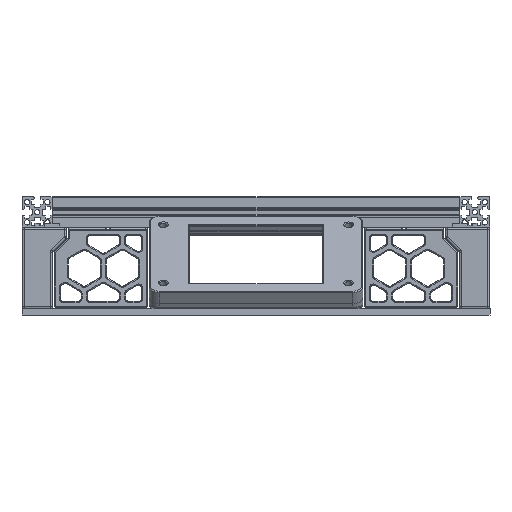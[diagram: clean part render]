
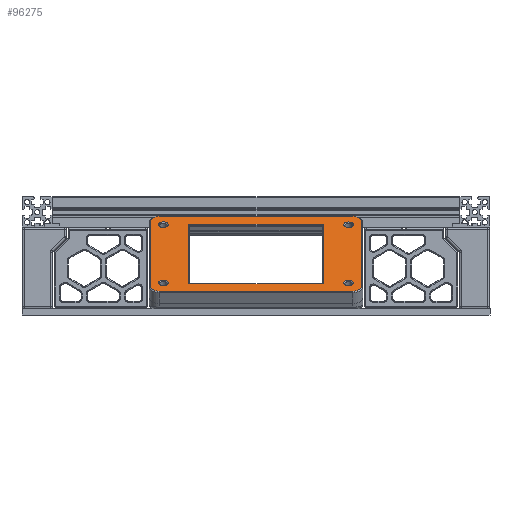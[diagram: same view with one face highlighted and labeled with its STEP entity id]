
A CAD part, front view. The second image highlights one B-rep face of the part: STEP entity #96275.
In plain terms, the highlighted face is planar.
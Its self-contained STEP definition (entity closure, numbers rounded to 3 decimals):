
#1462=PLANE('',#102240);
#4691=FACE_BOUND('',#11465,.T.);
#4692=FACE_BOUND('',#11466,.T.);
#4693=FACE_BOUND('',#11467,.T.);
#4694=FACE_BOUND('',#11468,.T.);
#4695=FACE_BOUND('',#11469,.T.);
#6085=FACE_OUTER_BOUND('',#11464,.T.);
#11464=EDGE_LOOP('',(#68632,#68633,#68634,#68635,#68636,#68637,#68638,#68639));
#11465=EDGE_LOOP('',(#68640));
#11466=EDGE_LOOP('',(#68641));
#11467=EDGE_LOOP('',(#68642,#68643,#68644,#68645));
#11468=EDGE_LOOP('',(#68646));
#11469=EDGE_LOOP('',(#68647));
#17958=LINE('',#140761,#29034);
#17959=LINE('',#140765,#29035);
#17960=LINE('',#140769,#29036);
#17961=LINE('',#140773,#29037);
#17962=LINE('',#140781,#29038);
#17963=LINE('',#140783,#29039);
#17964=LINE('',#140785,#29040);
#17965=LINE('',#140786,#29041);
#29034=VECTOR('',#112133,10.);
#29035=VECTOR('',#112136,10.);
#29036=VECTOR('',#112139,10.);
#29037=VECTOR('',#112142,10.);
#29038=VECTOR('',#112149,10.);
#29039=VECTOR('',#112150,10.);
#29040=VECTOR('',#112151,10.);
#29041=VECTOR('',#112152,10.);
#40233=CIRCLE('',#102238,2.375);
#40235=CIRCLE('',#102241,4.5);
#40236=CIRCLE('',#102242,4.5);
#40237=CIRCLE('',#102243,4.5);
#40238=CIRCLE('',#102244,4.5);
#40239=CIRCLE('',#102245,2.375);
#40240=CIRCLE('',#102246,2.375);
#40241=CIRCLE('',#102247,2.375);
#43210=VERTEX_POINT('',#140753);
#43212=VERTEX_POINT('',#140759);
#43213=VERTEX_POINT('',#140760);
#43214=VERTEX_POINT('',#140762);
#43215=VERTEX_POINT('',#140764);
#43216=VERTEX_POINT('',#140766);
#43217=VERTEX_POINT('',#140768);
#43218=VERTEX_POINT('',#140770);
#43219=VERTEX_POINT('',#140772);
#43220=VERTEX_POINT('',#140775);
#43221=VERTEX_POINT('',#140777);
#43222=VERTEX_POINT('',#140779);
#43223=VERTEX_POINT('',#140780);
#43224=VERTEX_POINT('',#140782);
#43225=VERTEX_POINT('',#140784);
#43226=VERTEX_POINT('',#140787);
#52792=EDGE_CURVE('',#43210,#43210,#40233,.T.);
#52795=EDGE_CURVE('',#43212,#43213,#17958,.T.);
#52796=EDGE_CURVE('',#43214,#43212,#40235,.T.);
#52797=EDGE_CURVE('',#43215,#43214,#17959,.T.);
#52798=EDGE_CURVE('',#43216,#43215,#40236,.T.);
#52799=EDGE_CURVE('',#43217,#43216,#17960,.T.);
#52800=EDGE_CURVE('',#43218,#43217,#40237,.T.);
#52801=EDGE_CURVE('',#43219,#43218,#17961,.T.);
#52802=EDGE_CURVE('',#43213,#43219,#40238,.T.);
#52803=EDGE_CURVE('',#43220,#43220,#40239,.T.);
#52804=EDGE_CURVE('',#43221,#43221,#40240,.T.);
#52805=EDGE_CURVE('',#43222,#43223,#17962,.T.);
#52806=EDGE_CURVE('',#43224,#43222,#17963,.T.);
#52807=EDGE_CURVE('',#43225,#43224,#17964,.T.);
#52808=EDGE_CURVE('',#43223,#43225,#17965,.T.);
#52809=EDGE_CURVE('',#43226,#43226,#40241,.T.);
#68632=ORIENTED_EDGE('',*,*,#52795,.F.);
#68633=ORIENTED_EDGE('',*,*,#52796,.F.);
#68634=ORIENTED_EDGE('',*,*,#52797,.F.);
#68635=ORIENTED_EDGE('',*,*,#52798,.F.);
#68636=ORIENTED_EDGE('',*,*,#52799,.F.);
#68637=ORIENTED_EDGE('',*,*,#52800,.F.);
#68638=ORIENTED_EDGE('',*,*,#52801,.F.);
#68639=ORIENTED_EDGE('',*,*,#52802,.F.);
#68640=ORIENTED_EDGE('',*,*,#52803,.F.);
#68641=ORIENTED_EDGE('',*,*,#52804,.F.);
#68642=ORIENTED_EDGE('',*,*,#52805,.F.);
#68643=ORIENTED_EDGE('',*,*,#52806,.F.);
#68644=ORIENTED_EDGE('',*,*,#52807,.F.);
#68645=ORIENTED_EDGE('',*,*,#52808,.F.);
#68646=ORIENTED_EDGE('',*,*,#52809,.F.);
#68647=ORIENTED_EDGE('',*,*,#52792,.F.);
#96275=ADVANCED_FACE('',(#6085,#4691,#4692,#4693,#4694,#4695),#1462,.T.);
#102238=AXIS2_PLACEMENT_3D('',#140754,#112126,#112127);
#102240=AXIS2_PLACEMENT_3D('',#140758,#112131,#112132);
#102241=AXIS2_PLACEMENT_3D('',#140763,#112134,#112135);
#102242=AXIS2_PLACEMENT_3D('',#140767,#112137,#112138);
#102243=AXIS2_PLACEMENT_3D('',#140771,#112140,#112141);
#102244=AXIS2_PLACEMENT_3D('',#140774,#112143,#112144);
#102245=AXIS2_PLACEMENT_3D('',#140776,#112145,#112146);
#102246=AXIS2_PLACEMENT_3D('',#140778,#112147,#112148);
#102247=AXIS2_PLACEMENT_3D('',#140788,#112153,#112154);
#112126=DIRECTION('center_axis',(0.,0.,-1.));
#112127=DIRECTION('ref_axis',(1.,0.,0.));
#112131=DIRECTION('center_axis',(0.,0.,-1.));
#112132=DIRECTION('ref_axis',(1.,0.,0.));
#112133=DIRECTION('',(0.,1.,0.));
#112134=DIRECTION('center_axis',(0.,0.,1.));
#112135=DIRECTION('ref_axis',(0.707,-0.707,0.));
#112136=DIRECTION('',(1.,0.,0.));
#112137=DIRECTION('center_axis',(0.,0.,1.));
#112138=DIRECTION('ref_axis',(-0.707,-0.707,0.));
#112139=DIRECTION('',(0.,-1.,0.));
#112140=DIRECTION('center_axis',(0.,0.,1.));
#112141=DIRECTION('ref_axis',(-0.707,0.707,0.));
#112142=DIRECTION('',(-1.,0.,0.));
#112143=DIRECTION('center_axis',(0.,0.,1.));
#112144=DIRECTION('ref_axis',(0.707,0.707,0.));
#112145=DIRECTION('center_axis',(0.,0.,-1.));
#112146=DIRECTION('ref_axis',(1.,0.,0.));
#112147=DIRECTION('center_axis',(0.,0.,-1.));
#112148=DIRECTION('ref_axis',(1.,0.,0.));
#112149=DIRECTION('',(-1.,0.,0.));
#112150=DIRECTION('',(0.,-1.,0.));
#112151=DIRECTION('',(1.,0.,0.));
#112152=DIRECTION('',(0.,1.,0.));
#112153=DIRECTION('center_axis',(0.,0.,-1.));
#112154=DIRECTION('ref_axis',(1.,0.,0.));
#140753=CARTESIAN_POINT('',(-47.89,24.948,-7.));
#140754=CARTESIAN_POINT('Origin',(-45.515,24.948,-7.));
#140758=CARTESIAN_POINT('Origin',(-3.016,0.,-7.));
#140759=CARTESIAN_POINT('',(52.,-27.5,-7.));
#140760=CARTESIAN_POINT('',(52.,27.5,-7.));
#140761=CARTESIAN_POINT('',(52.,16.25,-7.));
#140762=CARTESIAN_POINT('',(47.5,-32.,-7.));
#140763=CARTESIAN_POINT('Origin',(47.5,-27.5,-7.));
#140764=CARTESIAN_POINT('',(-47.5,-32.,-7.));
#140765=CARTESIAN_POINT('',(24.742,-32.,-7.));
#140766=CARTESIAN_POINT('',(-52.,-27.5,-7.));
#140767=CARTESIAN_POINT('Origin',(-47.5,-27.5,-7.));
#140768=CARTESIAN_POINT('',(-52.,27.5,-7.));
#140769=CARTESIAN_POINT('',(-52.,-16.25,-7.));
#140770=CARTESIAN_POINT('',(-47.5,32.,-7.));
#140771=CARTESIAN_POINT('Origin',(-47.5,27.5,-7.));
#140772=CARTESIAN_POINT('',(47.5,32.,-7.));
#140773=CARTESIAN_POINT('',(-27.758,32.,-7.));
#140774=CARTESIAN_POINT('Origin',(47.5,27.5,-7.));
#140775=CARTESIAN_POINT('',(43.177,-24.88,-7.));
#140776=CARTESIAN_POINT('Origin',(45.552,-24.88,-7.));
#140777=CARTESIAN_POINT('',(-47.892,-24.944,-7.));
#140778=CARTESIAN_POINT('Origin',(-45.517,-24.944,-7.));
#140779=CARTESIAN_POINT('',(33.,-25.5,-7.));
#140780=CARTESIAN_POINT('',(-33.,-25.5,-7.));
#140781=CARTESIAN_POINT('',(14.742,-25.5,-7.));
#140782=CARTESIAN_POINT('',(33.,25.5,-7.));
#140783=CARTESIAN_POINT('',(33.,12.5,-7.));
#140784=CARTESIAN_POINT('',(-33.,25.5,-7.));
#140785=CARTESIAN_POINT('',(-17.758,25.5,-7.));
#140786=CARTESIAN_POINT('',(-33.,-12.5,-7.));
#140787=CARTESIAN_POINT('',(43.105,25.011,-7.));
#140788=CARTESIAN_POINT('Origin',(45.48,25.011,-7.));
